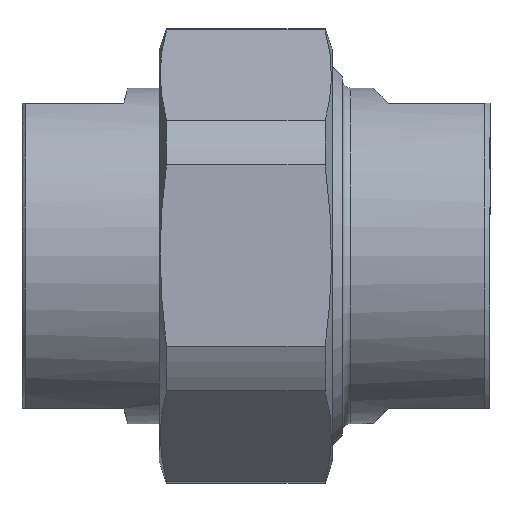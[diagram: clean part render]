
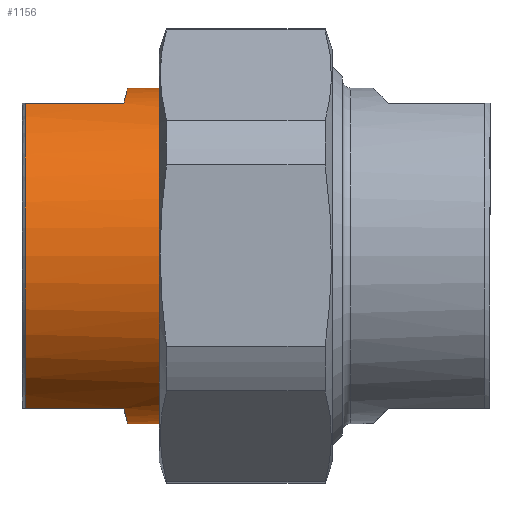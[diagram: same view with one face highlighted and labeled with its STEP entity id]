
A CAD part, top view. The second image highlights one B-rep face of the part: STEP entity #1156.
In plain terms, the highlighted cylindrical face has radius 16.5 mm (diameter 33 mm), a full revolution.
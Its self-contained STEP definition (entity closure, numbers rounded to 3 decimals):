
#25=ELLIPSE('',#1350,17.082,16.5);
#26=ELLIPSE('',#1353,17.082,16.5);
#119=CYLINDRICAL_SURFACE('',#1370,16.5);
#177=FACE_OUTER_BOUND('',#257,.T.);
#257=EDGE_LOOP('',(#1002,#1003,#1004,#1005,#1006,#1007,#1008,#1009,#1010,
#1011,#1012,#1013,#1014));
#311=LINE('',#2075,#364);
#313=LINE('',#2079,#366);
#315=LINE('',#2094,#368);
#317=LINE('',#2098,#370);
#319=LINE('',#2129,#372);
#364=VECTOR('',#1662,10.);
#366=VECTOR('',#1664,10.);
#368=VECTOR('',#1672,10.);
#370=VECTOR('',#1674,10.);
#372=VECTOR('',#1714,16.5);
#440=CIRCLE('',#1359,16.5);
#441=CIRCLE('',#1361,16.5);
#442=CIRCLE('',#1362,16.5);
#443=CIRCLE('',#1364,16.5);
#446=CIRCLE('',#1367,16.5);
#543=VERTEX_POINT('',#2069);
#545=VERTEX_POINT('',#2074);
#546=VERTEX_POINT('',#2076);
#547=VERTEX_POINT('',#2078);
#549=VERTEX_POINT('',#2088);
#551=VERTEX_POINT('',#2093);
#552=VERTEX_POINT('',#2095);
#553=VERTEX_POINT('',#2097);
#556=VERTEX_POINT('',#2114);
#557=VERTEX_POINT('',#2118);
#558=VERTEX_POINT('',#2119);
#691=EDGE_CURVE('',#545,#543,#311,.T.);
#693=EDGE_CURVE('',#547,#546,#313,.T.);
#696=EDGE_CURVE('',#546,#545,#25,.T.);
#698=EDGE_CURVE('',#551,#549,#315,.T.);
#700=EDGE_CURVE('',#553,#552,#317,.T.);
#703=EDGE_CURVE('',#552,#551,#26,.T.);
#707=EDGE_CURVE('',#547,#549,#440,.T.);
#708=EDGE_CURVE('',#553,#556,#441,.T.);
#709=EDGE_CURVE('',#556,#543,#442,.T.);
#710=EDGE_CURVE('',#557,#558,#443,.T.);
#713=EDGE_CURVE('',#558,#557,#446,.T.);
#715=EDGE_CURVE('',#557,#556,#319,.T.);
#1002=ORIENTED_EDGE('',*,*,#710,.F.);
#1003=ORIENTED_EDGE('',*,*,#715,.T.);
#1004=ORIENTED_EDGE('',*,*,#708,.F.);
#1005=ORIENTED_EDGE('',*,*,#700,.T.);
#1006=ORIENTED_EDGE('',*,*,#703,.T.);
#1007=ORIENTED_EDGE('',*,*,#698,.T.);
#1008=ORIENTED_EDGE('',*,*,#707,.F.);
#1009=ORIENTED_EDGE('',*,*,#693,.T.);
#1010=ORIENTED_EDGE('',*,*,#696,.T.);
#1011=ORIENTED_EDGE('',*,*,#691,.T.);
#1012=ORIENTED_EDGE('',*,*,#709,.F.);
#1013=ORIENTED_EDGE('',*,*,#715,.F.);
#1014=ORIENTED_EDGE('',*,*,#713,.F.);
#1156=ADVANCED_FACE('',(#177),#119,.T.);
#1350=AXIS2_PLACEMENT_3D('',#2086,#1668,#1669);
#1353=AXIS2_PLACEMENT_3D('',#2105,#1678,#1679);
#1359=AXIS2_PLACEMENT_3D('',#2112,#1690,#1691);
#1361=AXIS2_PLACEMENT_3D('',#2115,#1694,#1695);
#1362=AXIS2_PLACEMENT_3D('',#2116,#1696,#1697);
#1364=AXIS2_PLACEMENT_3D('',#2120,#1700,#1701);
#1367=AXIS2_PLACEMENT_3D('',#2124,#1706,#1707);
#1370=AXIS2_PLACEMENT_3D('',#2128,#1712,#1713);
#1662=DIRECTION('',(-1.,0.,0.));
#1664=DIRECTION('',(1.,0.,0.));
#1668=DIRECTION('center_axis',(0.966,0.,-0.259));
#1669=DIRECTION('ref_axis',(0.259,0.,0.966));
#1672=DIRECTION('',(-1.,0.,0.));
#1674=DIRECTION('',(1.,0.,0.));
#1678=DIRECTION('center_axis',(0.966,0.,0.259));
#1679=DIRECTION('ref_axis',(-0.259,0.,0.966));
#1690=DIRECTION('center_axis',(-1.,0.,0.));
#1691=DIRECTION('ref_axis',(0.,-1.,0.));
#1694=DIRECTION('center_axis',(-1.,0.,0.));
#1695=DIRECTION('ref_axis',(0.,-1.,0.));
#1696=DIRECTION('center_axis',(-1.,0.,0.));
#1697=DIRECTION('ref_axis',(0.,-1.,0.));
#1700=DIRECTION('center_axis',(1.,0.,0.));
#1701=DIRECTION('ref_axis',(0.,-1.,0.));
#1706=DIRECTION('center_axis',(1.,0.,0.));
#1707=DIRECTION('ref_axis',(0.,-1.,0.));
#1712=DIRECTION('center_axis',(1.,0.,0.));
#1713=DIRECTION('ref_axis',(0.,1.,0.));
#1714=DIRECTION('',(-1.,0.,0.));
#2069=CARTESIAN_POINT('',(-24.7,-6.874,15.));
#2074=CARTESIAN_POINT('',(-15.,-6.874,15.));
#2075=CARTESIAN_POINT('',(-16.5,-6.874,15.));
#2076=CARTESIAN_POINT('',(-15.,6.874,15.));
#2078=CARTESIAN_POINT('',(-24.7,6.874,15.));
#2079=CARTESIAN_POINT('',(-16.5,6.874,15.));
#2086=CARTESIAN_POINT('Origin',(-19.019,0.,
0.));
#2088=CARTESIAN_POINT('',(-24.7,6.874,-15.));
#2093=CARTESIAN_POINT('',(-15.,6.874,-15.));
#2094=CARTESIAN_POINT('',(-16.5,6.874,-15.));
#2095=CARTESIAN_POINT('',(-15.,-6.874,-15.));
#2097=CARTESIAN_POINT('',(-24.7,-6.874,-15.));
#2098=CARTESIAN_POINT('',(-16.5,-6.874,-15.));
#2105=CARTESIAN_POINT('Origin',(-19.019,0.,
0.));
#2112=CARTESIAN_POINT('Origin',(-24.7,0.,0.));
#2114=CARTESIAN_POINT('',(-24.7,-16.5,0.));
#2115=CARTESIAN_POINT('Origin',(-24.7,0.,0.));
#2116=CARTESIAN_POINT('Origin',(-24.7,0.,0.));
#2118=CARTESIAN_POINT('',(-8.4,-16.5,0.));
#2119=CARTESIAN_POINT('',(-8.4,0.,16.5));
#2120=CARTESIAN_POINT('Origin',(-8.4,0.,
0.));
#2124=CARTESIAN_POINT('Origin',(-8.4,0.,
0.));
#2128=CARTESIAN_POINT('Origin',(-16.5,0.,0.));
#2129=CARTESIAN_POINT('',(-16.5,-16.5,0.));
